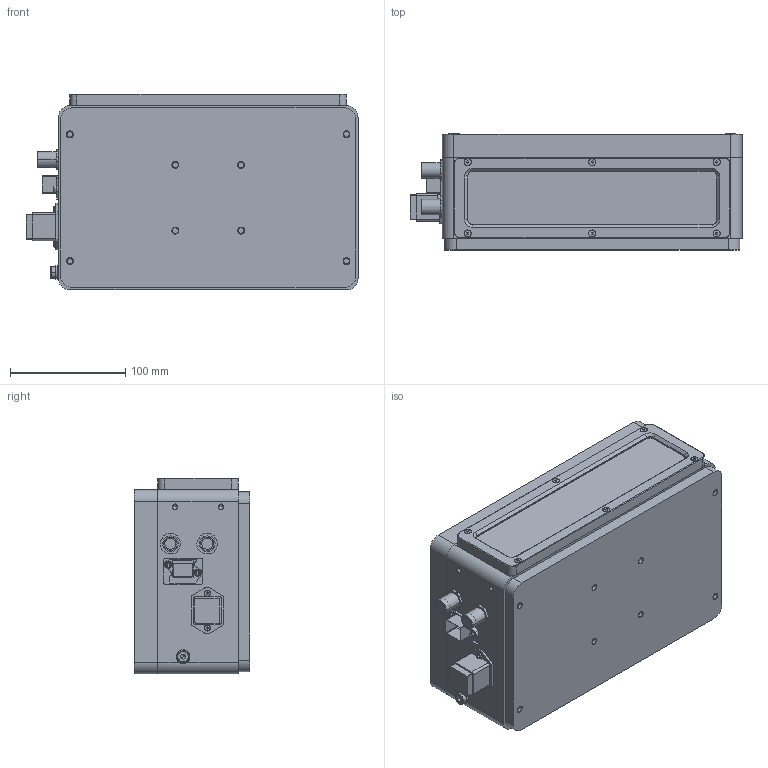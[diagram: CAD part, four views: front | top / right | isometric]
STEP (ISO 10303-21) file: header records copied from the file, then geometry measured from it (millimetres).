
FILE_DESCRIPTION((''),'2;1');
FILE_NAME('DG_OIT500_KPL_EXT_ASM','2012-06-13T',('SMattmuell'),(''),'PRO/ENGINEER BY PARAMETRIC TECHNOLOGY CORPORATION, 2007250','PRO/ENGINEER BY PARAMETRIC TECHNOLOGY CORPORATION, 2007250','');
FILE_SCHEMA(('CONFIG_CONTROL_DESIGN'));
Length unit declared in the file: millimetre
Products named in the file (20): DDE_OIT500_HSG; DDE_OIT500_DECKEL; DIN7984-GEN_M6X30; DDE_OIT500_HSG_KPL_ASM; DG_04BN58_OIT_FRONTDICHTUNG; DG_04BN57_OIT_FRONTSCHEIBE; DG_04BN56_OIT_FRONTRAHMEN; DG_04BN54_OIT200_MONTAGEPLATTE; D7991M3X16V1; ISO4762_M6X12; 1_HARTING_STECKER; 1_RJ45_CONNECTOR; RUNDSTECKVERBINDER; D125T2A6_4; D127BD6_1R2; DIN7984-GEN_M6X10; D125T2A2_7; DIN7984-GEN_M3X10; DIN_912_-_M2_5_X_6; DG_OIT500_KPL_EXT_ASM
Assembly tree (35 placements, depth 3):
  DG_OIT500_KPL_EXT_ASM
    DDE_OIT500_HSG_KPL_ASM
      DDE_OIT500_HSG
      DDE_OIT500_DECKEL
      DIN7984-GEN_M6X30  x4
    DG_04BN58_OIT_FRONTDICHTUNG  x2
    DG_04BN57_OIT_FRONTSCHEIBE
    DG_04BN56_OIT_FRONTRAHMEN
    DG_04BN54_OIT200_MONTAGEPLATTE
    D7991M3X16V1  x6
    ISO4762_M6X12  x4
    1_HARTING_STECKER
    1_RJ45_CONNECTOR
    RUNDSTECKVERBINDER  x2
    D125T2A6_4
    D127BD6_1R2
    DIN7984-GEN_M6X10
    D125T2A2_7  x2
    DIN7984-GEN_M3X10  x2
    DIN_912_-_M2_5_X_6  x2
Bounding box: 288.1 x 100.5 x 170 mm (x, y, z)
Volume: 1355231.6 mm3; surface area: 489817.5 mm2
Topology: 34 solids, 80 shells, 1140 faces, 2787 edges, 1799 vertices
Faces by surface type: plane 500, cylinder 494, cone 116, torus 30
Entity records: 30855 total; most frequent: CARTESIAN_POINT 4718, DIRECTION 4497, ORIENTED_EDGE 3834, EDGE_CURVE 1989, PRESENTATION_STYLE_ASSIGNMENT 1847, STYLED_ITEM 1821, CURVE_STYLE 1783, AXIS2_PLACEMENT_3D 1731
